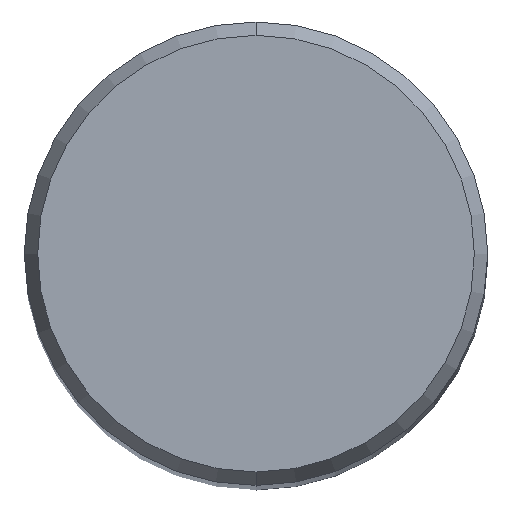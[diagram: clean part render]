
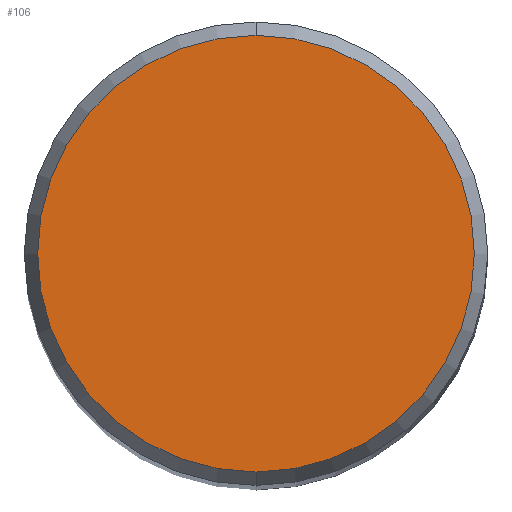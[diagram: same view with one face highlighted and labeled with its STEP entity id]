
A CAD part, top view. The second image highlights one B-rep face of the part: STEP entity #106.
In plain terms, the highlighted planar face has unit normal (0, 0, 1).
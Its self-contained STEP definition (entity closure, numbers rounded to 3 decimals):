
#106=ADVANCED_FACE('',(#245),#246,.T.);
#110=EDGE_CURVE('',#130,#160,#251,.T.);
#130=VERTEX_POINT('',#273);
#154=EDGE_CURVE('',#160,#130,#301,.T.);
#160=VERTEX_POINT('',#308);
#245=FACE_OUTER_BOUND('',#394,.T.);
#246=PLANE('',#395);
#251=CIRCLE('',#401,3.746);
#273=CARTESIAN_POINT('',(0.0,3.746,0.01));
#301=CIRCLE('',#469,3.746);
#308=CARTESIAN_POINT('',(0.,-3.746,0.01));
#394=EDGE_LOOP('',(#571,#572));
#395=AXIS2_PLACEMENT_3D('',#573,#574,#575);
#401=AXIS2_PLACEMENT_3D('',#584,#585,#586);
#469=AXIS2_PLACEMENT_3D('',#647,#648,#649);
#571=ORIENTED_EDGE('',*,*,#110,.F.);
#572=ORIENTED_EDGE('',*,*,#154,.F.);
#573=CARTESIAN_POINT('',(0.0,1.873,0.01));
#574=DIRECTION('',(-0.0,0.0,1.0));
#575=DIRECTION('',(0.0,-1.0,0.0));
#584=CARTESIAN_POINT('',(0.0,0.0,0.01));
#585=DIRECTION('',(0.0,0.0,-1.0));
#586=DIRECTION('',(0.0,1.0,0.0));
#647=CARTESIAN_POINT('',(0.0,0.0,0.01));
#648=DIRECTION('',(0.0,0.0,-1.0));
#649=DIRECTION('',(0.0,1.0,0.0));
